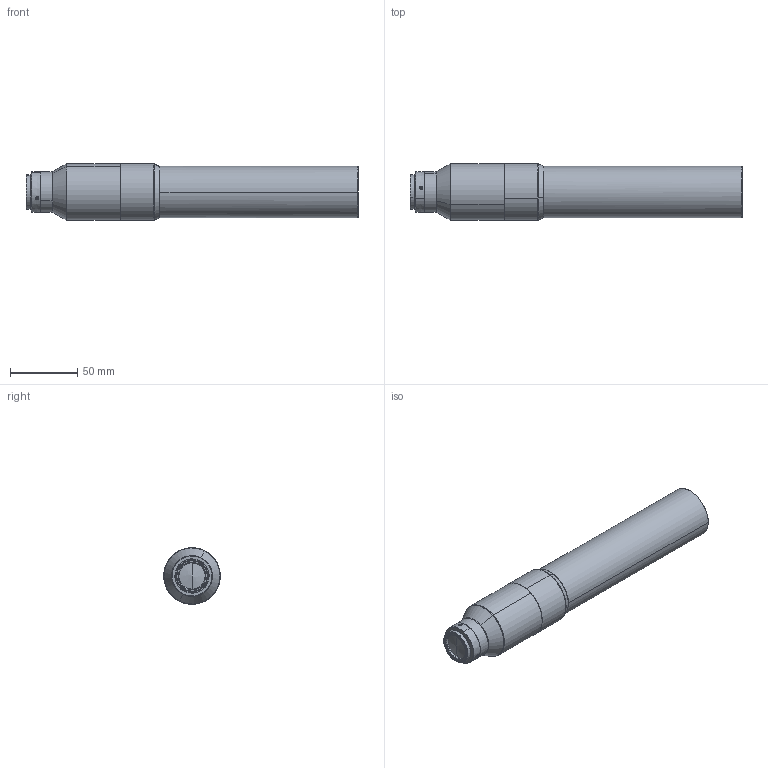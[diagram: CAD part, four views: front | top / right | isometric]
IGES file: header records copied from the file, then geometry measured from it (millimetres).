
Start section: SolidWorks IGES file using analytic representation for surfaces
Global section: file name: WH02-1000A-230.IGS,15HSolidWorks; native system: 2017; preprocessor: SolidWorks 2017; author: luosh; date: 190417.212306; units: millimetre
Bounding box: 246.62 x 41.97 x 41.99 mm (x, y, z)
Surface area: 32100.9 mm2 (no closed solid volume)
Topology: 0 solids, 0 shells, 70 faces, 1074 edges, 1070 vertices
Faces by surface type: revolution 56, bspline 14
